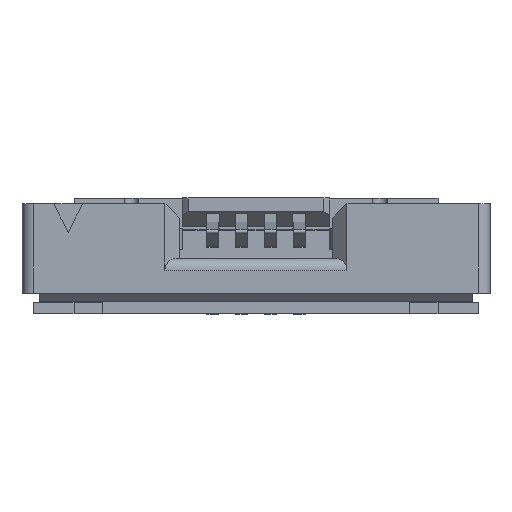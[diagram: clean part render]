
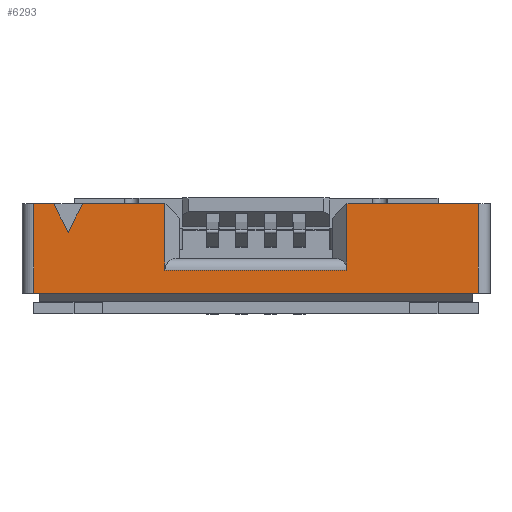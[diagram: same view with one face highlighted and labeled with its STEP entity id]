
A CAD part, top view. The second image highlights one B-rep face of the part: STEP entity #6293.
In plain terms, the highlighted planar face has unit normal (0, 0, 1).
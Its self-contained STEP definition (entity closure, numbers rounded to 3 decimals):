
#1711=DIRECTION('',(0.,-1.,0.));
#1712=VECTOR('',#1711,1.15);
#1713=CARTESIAN_POINT('',(1.575,1.9,5.7));
#1714=LINE('',#1713,#1712);
#1723=DIRECTION('',(0.,1.,0.));
#1724=VECTOR('',#1723,1.55);
#1725=CARTESIAN_POINT('',(3.85,0.35,5.7));
#1726=LINE('',#1725,#1724);
#1727=DIRECTION('',(0.,-1.,0.));
#1728=VECTOR('',#1727,1.55);
#1729=CARTESIAN_POINT('',(-3.85,1.9,5.7));
#1730=LINE('',#1729,#1728);
#1731=DIRECTION('',(-1.,0.,0.));
#1732=VECTOR('',#1731,0.35);
#1733=CARTESIAN_POINT('',(-3.5,1.9,5.7));
#1734=LINE('',#1733,#1732);
#1735=DIRECTION('',(0.447,-0.894,0.));
#1736=VECTOR('',#1735,0.559);
#1737=CARTESIAN_POINT('',(-3.5,1.9,5.7));
#1738=LINE('',#1737,#1736);
#1739=DIRECTION('',(0.447,0.894,0.));
#1740=VECTOR('',#1739,0.559);
#1741=CARTESIAN_POINT('',(-3.25,1.4,5.7));
#1742=LINE('',#1741,#1740);
#1743=DIRECTION('',(-1.,0.,0.));
#1744=VECTOR('',#1743,1.425);
#1745=CARTESIAN_POINT('',(-1.575,1.9,5.7));
#1746=LINE('',#1745,#1744);
#1747=DIRECTION('',(-1.,0.,0.));
#1748=VECTOR('',#1747,3.15);
#1749=CARTESIAN_POINT('',(1.575,0.75,5.7));
#1750=LINE('',#1749,#1748);
#1751=DIRECTION('',(-1.,0.,0.));
#1752=VECTOR('',#1751,2.275);
#1753=CARTESIAN_POINT('',(3.85,1.9,5.7));
#1754=LINE('',#1753,#1752);
#2976=DIRECTION('',(0.,1.,0.));
#2977=VECTOR('',#2976,1.15);
#2978=CARTESIAN_POINT('',(-1.575,0.75,5.7));
#2979=LINE('',#2978,#2977);
#3035=DIRECTION('',(1.,0.,0.));
#3036=VECTOR('',#3035,7.7);
#3037=CARTESIAN_POINT('',(-3.85,0.35,5.7));
#3038=LINE('',#3037,#3036);
#3229=CARTESIAN_POINT('',(1.575,1.9,5.7));
#3231=VERTEX_POINT('',#3229);
#3237=CARTESIAN_POINT('',(-1.575,1.9,5.7));
#3239=VERTEX_POINT('',#3237);
#3729=CARTESIAN_POINT('',(-3.5,1.9,5.7));
#3730=CARTESIAN_POINT('',(-3.25,1.4,5.7));
#3731=VERTEX_POINT('',#3729);
#3732=VERTEX_POINT('',#3730);
#3733=CARTESIAN_POINT('',(-3.,1.9,5.7));
#3734=VERTEX_POINT('',#3733);
#3855=CARTESIAN_POINT('',(3.85,1.9,5.7));
#3857=VERTEX_POINT('',#3855);
#3861=CARTESIAN_POINT('',(3.85,0.35,5.7));
#3862=VERTEX_POINT('',#3861);
#3863=CARTESIAN_POINT('',(-3.85,0.35,5.7));
#3865=VERTEX_POINT('',#3863);
#3869=CARTESIAN_POINT('',(-3.85,1.9,5.7));
#3870=VERTEX_POINT('',#3869);
#3887=CARTESIAN_POINT('',(1.575,0.75,5.7));
#3888=CARTESIAN_POINT('',(-1.575,0.75,5.7));
#3889=VERTEX_POINT('',#3887);
#3890=VERTEX_POINT('',#3888);
#6266=CARTESIAN_POINT('',(0.,0.,5.7));
#6267=DIRECTION('',(0.,0.,1.));
#6268=DIRECTION('',(1.,0.,0.));
#6269=AXIS2_PLACEMENT_3D('',#6266,#6267,#6268);
#6270=PLANE('',#6269);
#6272=ORIENTED_EDGE('',*,*,#6271,.F.);
#6274=ORIENTED_EDGE('',*,*,#6273,.F.);
#6276=ORIENTED_EDGE('',*,*,#6275,.F.);
#6278=ORIENTED_EDGE('',*,*,#6277,.F.);
#6280=ORIENTED_EDGE('',*,*,#6279,.T.);
#6282=ORIENTED_EDGE('',*,*,#6281,.T.);
#6284=ORIENTED_EDGE('',*,*,#6283,.F.);
#6286=ORIENTED_EDGE('',*,*,#6285,.F.);
#6287=ORIENTED_EDGE('',*,*,#6243,.F.);
#6288=ORIENTED_EDGE('',*,*,#6255,.F.);
#6290=ORIENTED_EDGE('',*,*,#6289,.F.);
#6291=EDGE_LOOP('',(#6272,#6274,#6276,#6278,#6280,#6282,#6284,#6286,#6287,#6288,
#6290));
#6292=FACE_OUTER_BOUND('',#6291,.F.);
#6293=ADVANCED_FACE('',(#6292),#6270,.T.);
#6243=EDGE_CURVE('',#3889,#3890,#1750,.T.);
#6255=EDGE_CURVE('',#3231,#3889,#1714,.T.);
#6271=EDGE_CURVE('',#3862,#3857,#1726,.T.);
#6273=EDGE_CURVE('',#3865,#3862,#3038,.T.);
#6275=EDGE_CURVE('',#3870,#3865,#1730,.T.);
#6277=EDGE_CURVE('',#3731,#3870,#1734,.T.);
#6279=EDGE_CURVE('',#3731,#3732,#1738,.T.);
#6281=EDGE_CURVE('',#3732,#3734,#1742,.T.);
#6283=EDGE_CURVE('',#3239,#3734,#1746,.T.);
#6285=EDGE_CURVE('',#3890,#3239,#2979,.T.);
#6289=EDGE_CURVE('',#3857,#3231,#1754,.T.);
